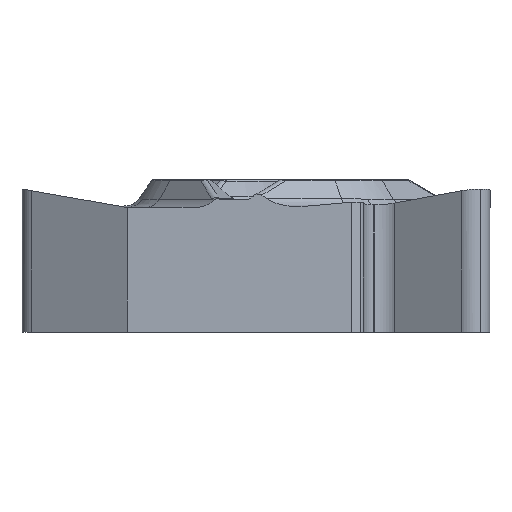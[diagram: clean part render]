
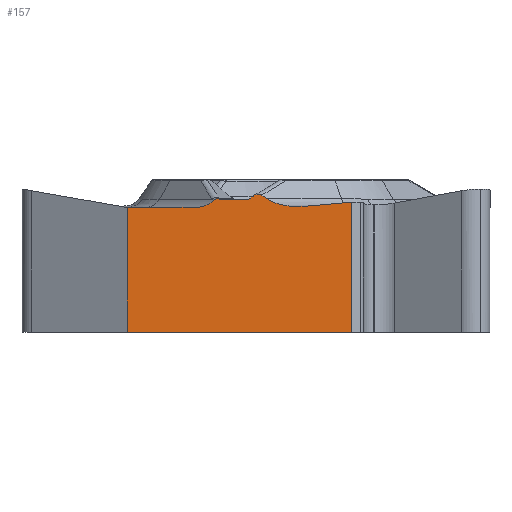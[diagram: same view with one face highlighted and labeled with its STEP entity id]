
A CAD part, left-side view. The second image highlights one B-rep face of the part: STEP entity #157.
In plain terms, the highlighted planar face has unit normal (-1, 0, 0).
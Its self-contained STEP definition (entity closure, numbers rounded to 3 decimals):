
#157=ADVANCED_FACE('',(#356),#312,.F.);
#312=PLANE('',#2645);
#356=FACE_OUTER_BOUND('',#506,.T.);
#506=EDGE_LOOP('',(#849,#850,#851,#852,#853,#854,#855,#856,#857,#858,#859,
#860,#861,#862,#863));
#666=CIRCLE('',#2644,0.75);
#779=ELLIPSE('',#2639,1.5,0.75);
#780=ELLIPSE('',#2640,0.304,0.205);
#781=ELLIPSE('',#2641,0.309,0.3);
#782=ELLIPSE('',#2642,0.309,0.3);
#783=ELLIPSE('',#2643,0.884,0.75);
#849=ORIENTED_EDGE('',*,*,#1854,.T.);
#850=ORIENTED_EDGE('',*,*,#1855,.F.);
#851=ORIENTED_EDGE('',*,*,#1856,.T.);
#852=ORIENTED_EDGE('',*,*,#1857,.T.);
#853=ORIENTED_EDGE('',*,*,#1858,.F.);
#854=ORIENTED_EDGE('',*,*,#1859,.F.);
#855=ORIENTED_EDGE('',*,*,#1860,.T.);
#856=ORIENTED_EDGE('',*,*,#1861,.T.);
#857=ORIENTED_EDGE('',*,*,#1862,.T.);
#858=ORIENTED_EDGE('',*,*,#1863,.T.);
#859=ORIENTED_EDGE('',*,*,#1864,.F.);
#860=ORIENTED_EDGE('',*,*,#1865,.T.);
#861=ORIENTED_EDGE('',*,*,#1866,.T.);
#862=ORIENTED_EDGE('',*,*,#1867,.T.);
#863=ORIENTED_EDGE('',*,*,#1868,.F.);
#1619=VERTEX_POINT('',#4079);
#1620=VERTEX_POINT('',#4080);
#1621=VERTEX_POINT('',#4082);
#1622=VERTEX_POINT('',#4084);
#1623=VERTEX_POINT('',#4086);
#1624=VERTEX_POINT('',#4088);
#1625=VERTEX_POINT('',#4090);
#1626=VERTEX_POINT('',#4092);
#1627=VERTEX_POINT('',#4094);
#1628=VERTEX_POINT('',#4096);
#1629=VERTEX_POINT('',#4098);
#1630=VERTEX_POINT('',#4112);
#1631=VERTEX_POINT('',#4114);
#1632=VERTEX_POINT('',#4116);
#1633=VERTEX_POINT('',#4118);
#1854=EDGE_CURVE('',#1619,#1620,#2232,.T.);
#1855=EDGE_CURVE('',#1621,#1620,#2233,.T.);
#1856=EDGE_CURVE('',#1621,#1622,#2234,.T.);
#1857=EDGE_CURVE('',#1622,#1623,#779,.T.);
#1858=EDGE_CURVE('',#1624,#1623,#2235,.T.);
#1859=EDGE_CURVE('',#1625,#1624,#780,.T.);
#1860=EDGE_CURVE('',#1625,#1626,#2236,.T.);
#1861=EDGE_CURVE('',#1626,#1627,#781,.T.);
#1862=EDGE_CURVE('',#1627,#1628,#2237,.T.);
#1863=EDGE_CURVE('',#1628,#1629,#782,.T.);
#1864=EDGE_CURVE('',#1630,#1629,#2557,.T.);
#1865=EDGE_CURVE('',#1630,#1631,#783,.T.);
#1866=EDGE_CURVE('',#1631,#1632,#2238,.T.);
#1867=EDGE_CURVE('',#1632,#1633,#666,.T.);
#1868=EDGE_CURVE('',#1619,#1633,#2239,.T.);
#2232=LINE('',#4078,#2394);
#2233=LINE('',#4081,#2395);
#2234=LINE('',#4083,#2396);
#2235=LINE('',#4087,#2397);
#2236=LINE('',#4091,#2398);
#2237=LINE('',#4095,#2399);
#2238=LINE('',#4115,#2400);
#2239=LINE('',#4119,#2401);
#2394=VECTOR('',#2945,1.);
#2395=VECTOR('',#2946,1.);
#2396=VECTOR('',#2947,1.);
#2397=VECTOR('',#2950,1.);
#2398=VECTOR('',#2953,1.);
#2399=VECTOR('',#2956,1.);
#2400=VECTOR('',#2961,1.);
#2401=VECTOR('',#2964,1.);
#2557=B_SPLINE_CURVE_WITH_KNOTS('',3,(#4099,#4100,#4101,#4102,#4103,#4104,
#4105,#4106,#4107,#4108,#4109,#4110,#4111),.UNSPECIFIED.,.F.,.F.,(4,3,3,
3,4),(0.,0.251,0.501,0.761,1.),
 .UNSPECIFIED.);
#2639=AXIS2_PLACEMENT_3D('',#4085,#2948,#2949);
#2640=AXIS2_PLACEMENT_3D('',#4089,#2951,#2952);
#2641=AXIS2_PLACEMENT_3D('',#4093,#2954,#2955);
#2642=AXIS2_PLACEMENT_3D('',#4097,#2957,#2958);
#2643=AXIS2_PLACEMENT_3D('',#4113,#2959,#2960);
#2644=AXIS2_PLACEMENT_3D('',#4117,#2962,#2963);
#2645=AXIS2_PLACEMENT_3D('',#4120,#2965,#2966);
#2945=DIRECTION('',(0.,-1.,0.));
#2946=DIRECTION('',(0.,0.,-1.));
#2947=DIRECTION('',(0.,0.996,-0.088));
#2948=DIRECTION('',(1.,0.,0.));
#2949=DIRECTION('',(0.,1.,0.));
#2950=DIRECTION('',(0.,-0.814,-0.581));
#2951=DIRECTION('',(1.,0.,0.));
#2952=DIRECTION('',(0.,-0.858,0.514));
#2953=DIRECTION('',(0.,0.775,-0.631));
#2954=DIRECTION('',(1.,0.,0.));
#2955=DIRECTION('',(0.,-1.,0.));
#2956=DIRECTION('',(0.,1.,0.));
#2957=DIRECTION('',(1.,0.,0.));
#2958=DIRECTION('',(0.,-1.,0.));
#2959=DIRECTION('',(1.,0.,0.));
#2960=DIRECTION('',(0.,-1.,0.));
#2961=DIRECTION('',(0.,1.,0.));
#2962=DIRECTION('',(1.,0.,0.));
#2963=DIRECTION('',(0.,1.,0.));
#2964=DIRECTION('',(0.,0.,1.));
#2965=DIRECTION('',(1.,0.,0.));
#2966=DIRECTION('',(0.,1.,0.));
#4078=CARTESIAN_POINT('',(-6.35,8.7,-5.56));
#4079=CARTESIAN_POINT('',(-6.35,5.824,-5.56));
#4080=CARTESIAN_POINT('',(-6.35,-3.076,-5.56));
#4081=CARTESIAN_POINT('',(-6.35,-3.076,25.));
#4082=CARTESIAN_POINT('',(-6.35,-3.076,-0.399));
#4083=CARTESIAN_POINT('',(-6.35,-2.246,-0.472));
#4084=CARTESIAN_POINT('',(-6.35,-1.196,-0.565));
#4085=CARTESIAN_POINT('',(-6.35,-0.935,0.174));
#4086=CARTESIAN_POINT('',(-6.35,0.293,-0.256));
#4087=CARTESIAN_POINT('',(-6.35,17.805,12.249));
#4088=CARTESIAN_POINT('',(-6.35,0.483,-0.121));
#4089=CARTESIAN_POINT('',(-6.35,0.704,-0.32));
#4090=CARTESIAN_POINT('',(-6.35,0.862,-0.181));
#4091=CARTESIAN_POINT('',(-6.35,-6.754,6.019));
#4092=CARTESIAN_POINT('',(-6.35,0.934,-0.24));
#4093=CARTESIAN_POINT('',(-6.35,1.132,-0.01));
#4094=CARTESIAN_POINT('',(-6.35,1.132,-0.31));
#4095=CARTESIAN_POINT('',(-6.35,8.7,-0.31));
#4096=CARTESIAN_POINT('',(-6.35,2.034,-0.31));
#4097=CARTESIAN_POINT('',(-6.35,2.034,-0.01));
#4098=CARTESIAN_POINT('',(-6.35,2.162,-0.283));
#4099=CARTESIAN_POINT('',(-6.35,2.401,-0.323));
#4100=CARTESIAN_POINT('',(-6.35,2.386,-0.307));
#4101=CARTESIAN_POINT('',(-6.35,2.369,-0.294));
#4102=CARTESIAN_POINT('',(-6.35,2.349,-0.285));
#4103=CARTESIAN_POINT('',(-6.35,2.33,-0.275));
#4104=CARTESIAN_POINT('',(-6.35,2.309,-0.268));
#4105=CARTESIAN_POINT('',(-6.35,2.288,-0.265));
#4106=CARTESIAN_POINT('',(-6.35,2.266,-0.262));
#4107=CARTESIAN_POINT('',(-6.35,2.243,-0.262));
#4108=CARTESIAN_POINT('',(-6.35,2.221,-0.266));
#4109=CARTESIAN_POINT('',(-6.35,2.2,-0.269));
#4110=CARTESIAN_POINT('',(-6.35,2.18,-0.275));
#4111=CARTESIAN_POINT('',(-6.35,2.162,-0.283));
#4112=CARTESIAN_POINT('',(-6.35,2.401,-0.323));
#4113=CARTESIAN_POINT('',(-6.35,3.09,0.147));
#4114=CARTESIAN_POINT('',(-6.35,3.09,-0.603));
#4115=CARTESIAN_POINT('',(-6.35,8.7,-0.603));
#4116=CARTESIAN_POINT('',(-6.35,5.814,-0.603));
#4117=CARTESIAN_POINT('',(-6.35,5.814,0.147));
#4118=CARTESIAN_POINT('',(-6.35,5.824,-0.603));
#4119=CARTESIAN_POINT('',(-6.35,5.824,25.));
#4120=CARTESIAN_POINT('',(-6.35,8.7,25.));
